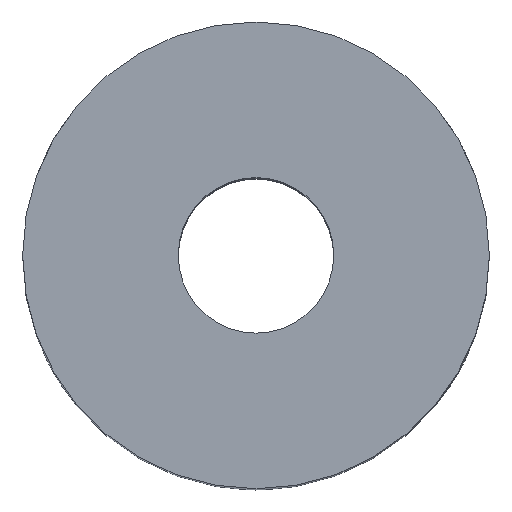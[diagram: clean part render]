
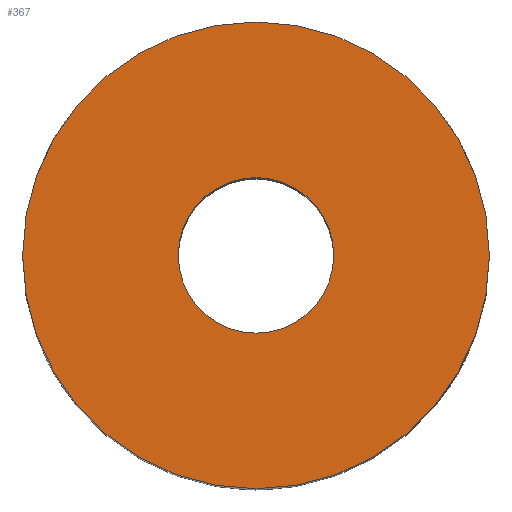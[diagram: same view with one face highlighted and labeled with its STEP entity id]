
A CAD part, top view. The second image highlights one B-rep face of the part: STEP entity #367.
In plain terms, the highlighted planar face has unit normal (0, 0, 1).
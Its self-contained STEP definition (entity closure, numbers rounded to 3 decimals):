
#18=FACE_BOUND('',#67,.T.);
#31=CIRCLE('',#400,7.5);
#32=CIRCLE('',#401,2.5);
#43=PLANE('',#399);
#48=FACE_OUTER_BOUND('',#66,.T.);
#66=EDGE_LOOP('',(#260));
#67=EDGE_LOOP('',(#261));
#165=VERTEX_POINT('',#674);
#166=VERTEX_POINT('',#676);
#204=EDGE_CURVE('',#165,#165,#31,.T.);
#205=EDGE_CURVE('',#166,#166,#32,.T.);
#260=ORIENTED_EDGE('',*,*,#204,.F.);
#261=ORIENTED_EDGE('',*,*,#205,.T.);
#367=ADVANCED_FACE('',(#48,#18),#43,.T.);
#399=AXIS2_PLACEMENT_3D('',#673,#435,#436);
#400=AXIS2_PLACEMENT_3D('',#675,#437,#438);
#401=AXIS2_PLACEMENT_3D('',#677,#439,#440);
#435=DIRECTION('center_axis',(0.,0.,1.));
#436=DIRECTION('ref_axis',(1.,0.,0.));
#437=DIRECTION('center_axis',(0.,0.,-1.));
#438=DIRECTION('ref_axis',(1.,0.,0.));
#439=DIRECTION('center_axis',(0.,0.,-1.));
#440=DIRECTION('ref_axis',(1.,0.,0.));
#673=CARTESIAN_POINT('Origin',(0.,7.5,0.));
#674=CARTESIAN_POINT('',(0.,-7.5,0.));
#675=CARTESIAN_POINT('Origin',(0.,0.,0.));
#676=CARTESIAN_POINT('',(0.,-2.5,0.));
#677=CARTESIAN_POINT('Origin',(0.,0.,0.));
